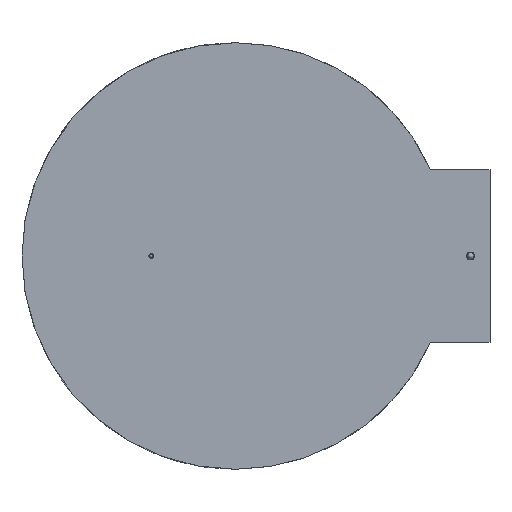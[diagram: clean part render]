
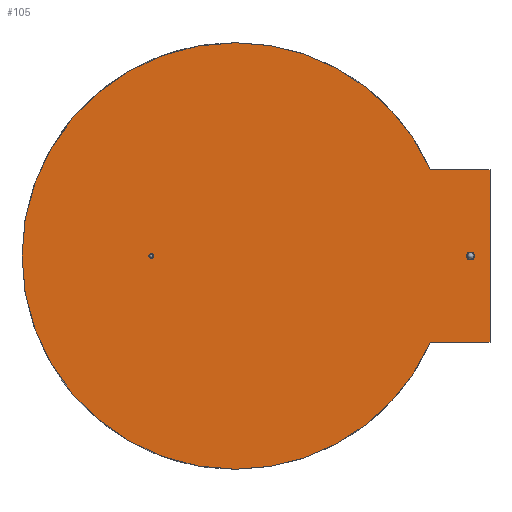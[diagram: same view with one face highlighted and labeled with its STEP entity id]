
A CAD part, front view. The second image highlights one B-rep face of the part: STEP entity #105.
In plain terms, the highlighted planar face has unit normal (0, -1, 0).
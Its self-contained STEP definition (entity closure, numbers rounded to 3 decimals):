
#100 = DIRECTION ( 'NONE',  ( 0., 0., 1. ) ) ;
#105 = ADVANCED_FACE ( 'NONE', ( #4710, #3934, #736 ), #1122, .F. ) ;
#109 = DIRECTION ( 'NONE',  ( 0., 0., -1. ) ) ;
#308 = DIRECTION ( 'NONE',  ( 0., 1., 0. ) ) ;
#335 = DIRECTION ( 'NONE',  ( 0., 0., 1. ) ) ;
#362 = EDGE_CURVE ( 'NONE', #1593, #4530, #2957, .T. ) ;
#489 = EDGE_CURVE ( 'NONE', #2837, #1593, #3388, .T. ) ;
#495 = CARTESIAN_POINT ( 'NONE',  ( 0., 0., 0. ) ) ;
#534 = VERTEX_POINT ( 'NONE', #585 ) ;
#554 = CARTESIAN_POINT ( 'NONE',  ( 0., 0., 5.4 ) ) ;
#561 = AXIS2_PLACEMENT_3D ( 'NONE', #495, #3649, #3250 ) ;
#576 = ORIENTED_EDGE ( 'NONE', *, *, #4974, .F. ) ;
#585 = CARTESIAN_POINT ( 'NONE',  ( 12.236, 0., -5.4 ) ) ;
#610 = CARTESIAN_POINT ( 'NONE',  ( 15.97, 0., -5.4 ) ) ;
#658 = DIRECTION ( 'NONE',  ( 0., 0., 1. ) ) ;
#674 = CIRCLE ( 'NONE', #1947, 13.375 ) ;
#702 = VECTOR ( 'NONE', #2236, 1000. ) ;
#736 = FACE_OUTER_BOUND ( 'NONE', #4513, .T. ) ;
#898 = CARTESIAN_POINT ( 'NONE',  ( 0., 0., 0. ) ) ;
#920 = EDGE_CURVE ( 'NONE', #2796, #4900, #4173, .T. ) ;
#981 = CIRCLE ( 'NONE', #2601, 0.15 ) ;
#1122 = PLANE ( 'NONE',  #5104 ) ;
#1265 = EDGE_CURVE ( 'NONE', #2761, #4087, #2088, .T. ) ;
#1278 = VERTEX_POINT ( 'NONE', #2512 ) ;
#1359 = EDGE_LOOP ( 'NONE', ( #1631, #3328 ) ) ;
#1401 = CARTESIAN_POINT ( 'NONE',  ( -5.27, 0., -0.15 ) ) ;
#1525 = CARTESIAN_POINT ( 'NONE',  ( 14.75, 0., 0. ) ) ;
#1593 = VERTEX_POINT ( 'NONE', #2775 ) ;
#1631 = ORIENTED_EDGE ( 'NONE', *, *, #5221, .F. ) ;
#1653 = ORIENTED_EDGE ( 'NONE', *, *, #362, .F. ) ;
#1654 = CARTESIAN_POINT ( 'NONE',  ( 0., 0., -5.4 ) ) ;
#1733 = LINE ( 'NONE', #1654, #3270 ) ;
#1859 = ORIENTED_EDGE ( 'NONE', *, *, #1265, .F. ) ;
#1902 = AXIS2_PLACEMENT_3D ( 'NONE', #3027, #4631, #3749 ) ;
#1921 = CIRCLE ( 'NONE', #561, 13.375 ) ;
#1929 = DIRECTION ( 'NONE',  ( 0., -1., 0. ) ) ;
#1947 = AXIS2_PLACEMENT_3D ( 'NONE', #898, #3383, #100 ) ;
#1955 = CARTESIAN_POINT ( 'NONE',  ( -5.27, 0., 0. ) ) ;
#2082 = EDGE_CURVE ( 'NONE', #534, #5146, #1921, .T. ) ;
#2088 = CIRCLE ( 'NONE', #2594, 0.15 ) ;
#2236 = DIRECTION ( 'NONE',  ( 1., 0., 0. ) ) ;
#2365 = ORIENTED_EDGE ( 'NONE', *, *, #3214, .F. ) ;
#2428 = DIRECTION ( 'NONE',  ( 0., -1., 0. ) ) ;
#2512 = CARTESIAN_POINT ( 'NONE',  ( 0., 0., 13.375 ) ) ;
#2533 = ORIENTED_EDGE ( 'NONE', *, *, #2082, .F. ) ;
#2594 = AXIS2_PLACEMENT_3D ( 'NONE', #1955, #1929, #4734 ) ;
#2601 = AXIS2_PLACEMENT_3D ( 'NONE', #3141, #2428, #3976 ) ;
#2641 = EDGE_CURVE ( 'NONE', #1278, #2837, #3527, .T. ) ;
#2660 = VECTOR ( 'NONE', #109, 1000. ) ;
#2740 = CARTESIAN_POINT ( 'NONE',  ( 12.236, 0., 5.4 ) ) ;
#2761 = VERTEX_POINT ( 'NONE', #1401 ) ;
#2775 = CARTESIAN_POINT ( 'NONE',  ( 15.97, 0., 5.4 ) ) ;
#2784 = AXIS2_PLACEMENT_3D ( 'NONE', #3682, #4072, #4098 ) ;
#2796 = VERTEX_POINT ( 'NONE', #3734 ) ;
#2837 = VERTEX_POINT ( 'NONE', #2740 ) ;
#2957 = LINE ( 'NONE', #3683, #2660 ) ;
#2988 = ORIENTED_EDGE ( 'NONE', *, *, #3425, .F. ) ;
#3027 = CARTESIAN_POINT ( 'NONE',  ( 14.75, 0., 0. ) ) ;
#3141 = CARTESIAN_POINT ( 'NONE',  ( -5.27, 0., 0. ) ) ;
#3214 = EDGE_CURVE ( 'NONE', #4087, #2761, #981, .T. ) ;
#3250 = DIRECTION ( 'NONE',  ( 0., 0., 1. ) ) ;
#3270 = VECTOR ( 'NONE', #4515, 1000. ) ;
#3328 = ORIENTED_EDGE ( 'NONE', *, *, #920, .F. ) ;
#3383 = DIRECTION ( 'NONE',  ( 0., 1., 0. ) ) ;
#3388 = LINE ( 'NONE', #554, #702 ) ;
#3425 = EDGE_CURVE ( 'NONE', #4530, #534, #1733, .T. ) ;
#3449 = ORIENTED_EDGE ( 'NONE', *, *, #489, .F. ) ;
#3527 = CIRCLE ( 'NONE', #2784, 13.375 ) ;
#3649 = DIRECTION ( 'NONE',  ( 0., 1., 0. ) ) ;
#3682 = CARTESIAN_POINT ( 'NONE',  ( 0., 0., 0. ) ) ;
#3683 = CARTESIAN_POINT ( 'NONE',  ( 15.97, 0., 0. ) ) ;
#3734 = CARTESIAN_POINT ( 'NONE',  ( 14.75, 0., -0.25 ) ) ;
#3749 = DIRECTION ( 'NONE',  ( 0., 0., 1. ) ) ;
#3856 = ORIENTED_EDGE ( 'NONE', *, *, #2641, .F. ) ;
#3934 = FACE_BOUND ( 'NONE', #1359, .T. ) ;
#3976 = DIRECTION ( 'NONE',  ( 0., 0., 1. ) ) ;
#3987 = CARTESIAN_POINT ( 'NONE',  ( 14.75, 0., 0.25 ) ) ;
#4057 = EDGE_LOOP ( 'NONE', ( #2365, #1859 ) ) ;
#4072 = DIRECTION ( 'NONE',  ( 0., 1., 0. ) ) ;
#4087 = VERTEX_POINT ( 'NONE', #4660 ) ;
#4098 = DIRECTION ( 'NONE',  ( 0., 0., 1. ) ) ;
#4173 = CIRCLE ( 'NONE', #1902, 0.25 ) ;
#4383 = CARTESIAN_POINT ( 'NONE',  ( 0., 0., 0. ) ) ;
#4390 = AXIS2_PLACEMENT_3D ( 'NONE', #1525, #4784, #335 ) ;
#4513 = EDGE_LOOP ( 'NONE', ( #2988, #1653, #3449, #3856, #576, #2533 ) ) ;
#4515 = DIRECTION ( 'NONE',  ( -1., 0., 0. ) ) ;
#4530 = VERTEX_POINT ( 'NONE', #610 ) ;
#4631 = DIRECTION ( 'NONE',  ( 0., -1., 0. ) ) ;
#4660 = CARTESIAN_POINT ( 'NONE',  ( -5.27, 0., 0.15 ) ) ;
#4710 = FACE_BOUND ( 'NONE', #4057, .T. ) ;
#4734 = DIRECTION ( 'NONE',  ( 0., 0., 1. ) ) ;
#4784 = DIRECTION ( 'NONE',  ( 0., -1., 0. ) ) ;
#4817 = CARTESIAN_POINT ( 'NONE',  ( 0., 0., -13.375 ) ) ;
#4900 = VERTEX_POINT ( 'NONE', #3987 ) ;
#4908 = CIRCLE ( 'NONE', #4390, 0.25 ) ;
#4974 = EDGE_CURVE ( 'NONE', #5146, #1278, #674, .T. ) ;
#5104 = AXIS2_PLACEMENT_3D ( 'NONE', #4383, #308, #658 ) ;
#5146 = VERTEX_POINT ( 'NONE', #4817 ) ;
#5221 = EDGE_CURVE ( 'NONE', #4900, #2796, #4908, .T. ) ;
